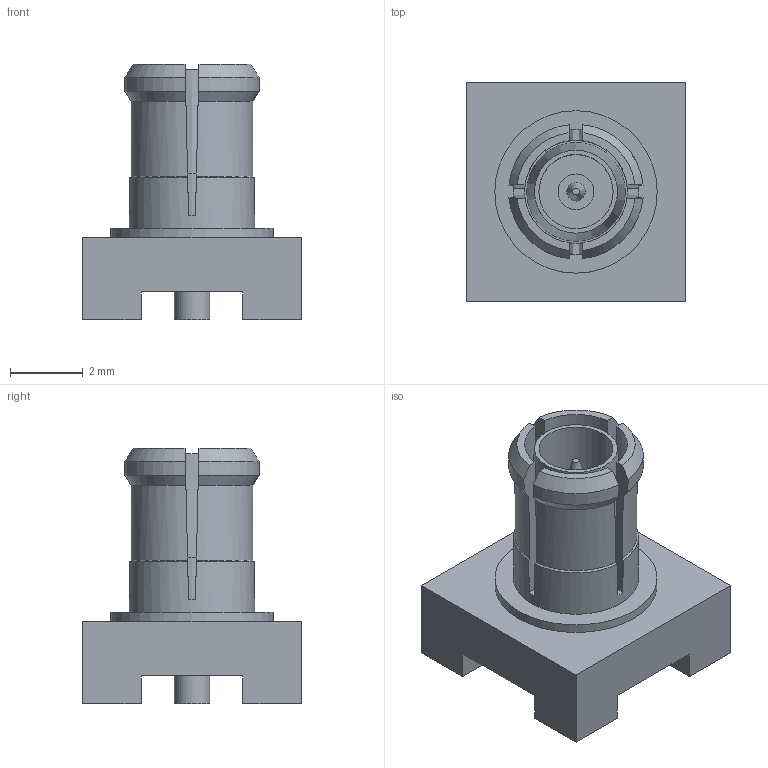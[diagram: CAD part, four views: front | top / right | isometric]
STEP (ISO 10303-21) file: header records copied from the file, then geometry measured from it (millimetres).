
FILE_DESCRIPTION (( 'STEP AP203' ), '1' );
FILE_NAME ('FMCN44229_3D.step', '2022-12-05T21:16:50', ( '' ), ( '' ), 'SwSTEP 2.0', 'SolidWorks 2021', '' );
FILE_SCHEMA (( 'CONFIG_CONTROL_DESIGN' ));
Length unit declared in the file: inch
Products named in the file (1): FMCN44229_3D
Bounding box: 5.99 x 5.99 x 7.01 mm (x, y, z)
Volume: 91.9 mm3; surface area: 274.9 mm2
Topology: 1 solids, 1 shells, 72 faces, 187 edges, 125 vertices
Faces by surface type: plane 42, cylinder 16, cone 14
Full cylindrical faces by diameter (mm): 0.507 x1, 0.965 x1, 0.982 x1, 2.037 x1, 2.707 x1, 2.823 x1, 3.442 x1, 4.458 x1
Entity records: 2229 total; most frequent: CARTESIAN_POINT 535, ORIENTED_EDGE 346, DIRECTION 316, EDGE_CURVE 173, AXIS2_PLACEMENT_3D 126, VERTEX_POINT 121, EDGE_LOOP 90, FACE_OUTER_BOUND 80
